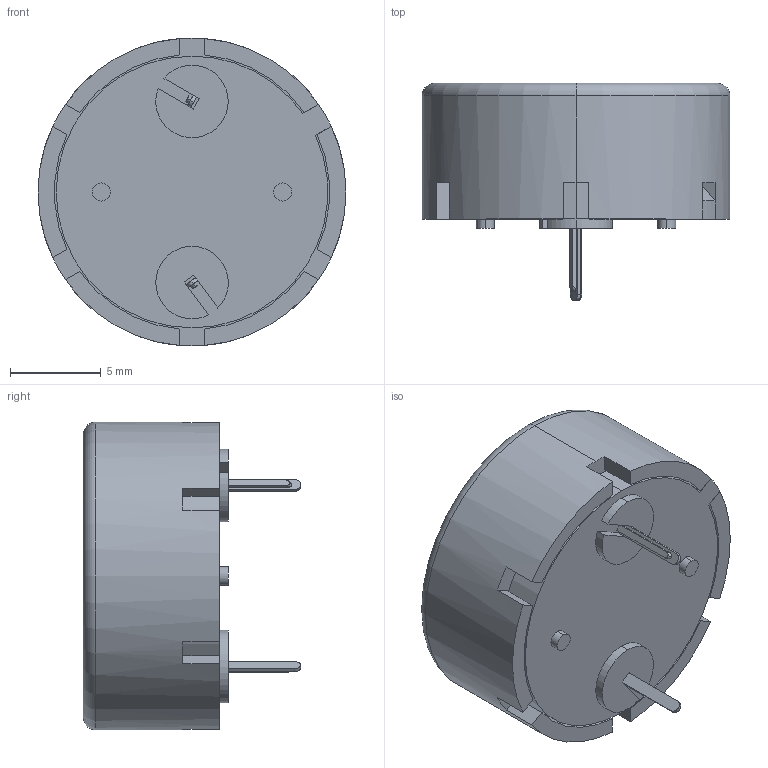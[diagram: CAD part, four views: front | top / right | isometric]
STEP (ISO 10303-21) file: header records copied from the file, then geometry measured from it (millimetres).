
FILE_DESCRIPTION (( 'STEP AP214' ), '1' );
FILE_NAME ('PS1720P02.STEP', '2018-09-01T21:36:22', ( '' ), ( '' ), 'SwSTEP 2.0', 'SolidWorks 2017', '' );
FILE_SCHEMA (( 'AUTOMOTIVE_DESIGN' ));
Length unit declared in the file: millimetre
Products named in the file (1): PS1720P02
Bounding box: 17 x 12 x 17 mm (x, y, z)
Volume: 1684.5 mm3; surface area: 1433.5 mm2
Topology: 5 solids, 5 shells, 90 faces, 221 edges, 146 vertices
Faces by surface type: plane 53, cylinder 34, torus 2, cone 1
Entity records: 2742 total; most frequent: CARTESIAN_POINT 488, DIRECTION 470, ORIENTED_EDGE 442, EDGE_CURVE 221, AXIS2_PLACEMENT_3D 168, VERTEX_POINT 146, LINE 134, VECTOR 134
